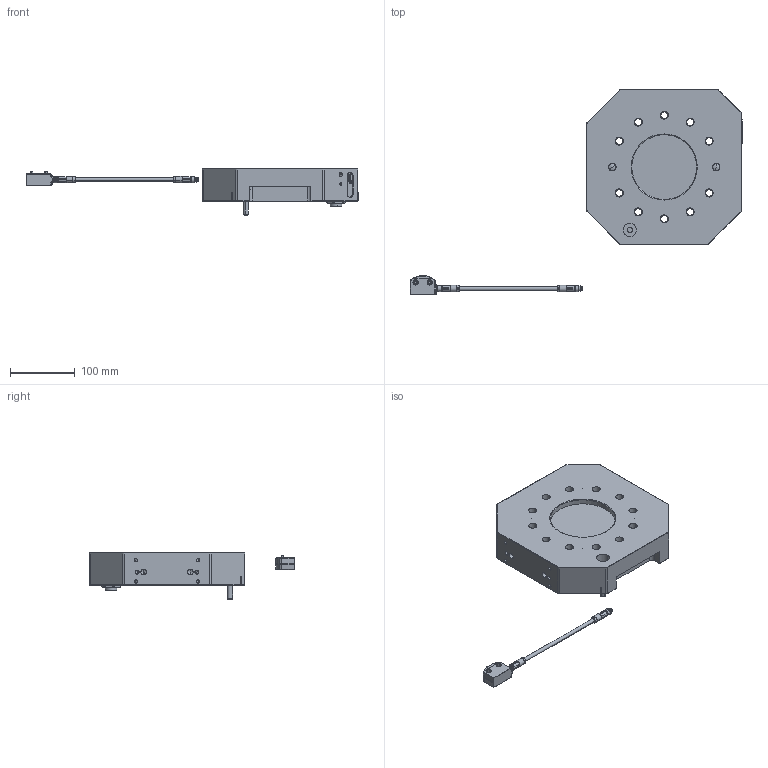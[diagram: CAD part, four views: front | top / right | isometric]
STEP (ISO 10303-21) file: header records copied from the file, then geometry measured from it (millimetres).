
FILE_DESCRIPTION (( 'STEP AP214' ), '1' );
FILE_NAME ('P7831.STEP', '2023-09-19T05:54:59', ( '' ), ( '' ), 'SwSTEP 2.0', 'SolidWorks 2021', '' );
FILE_SCHEMA (( 'AUTOMOTIVE_DESIGN' ));
Length unit declared in the file: millimetre
Products named in the file (1): P7831
Bounding box: 512.1 x 317 x 72 mm (x, y, z)
Volume: 2152727.4 mm3; surface area: 307160.7 mm2
Topology: 20 solids, 22 shells, 2494 faces, 6424 edges, 4149 vertices
Faces by surface type: plane 1296, cylinder 469, bspline 418, cone 247, torus 60, sphere 4
Entity records: 125009 total; most frequent: CARTESIAN_POINT 40381, ORIENTED_EDGE 12688, DIRECTION 10082, EDGE_CURVE 6344, VERTEX_POINT 4149, VECTOR 3624, LINE 3624, AXIS2_PLACEMENT_3D 3229
